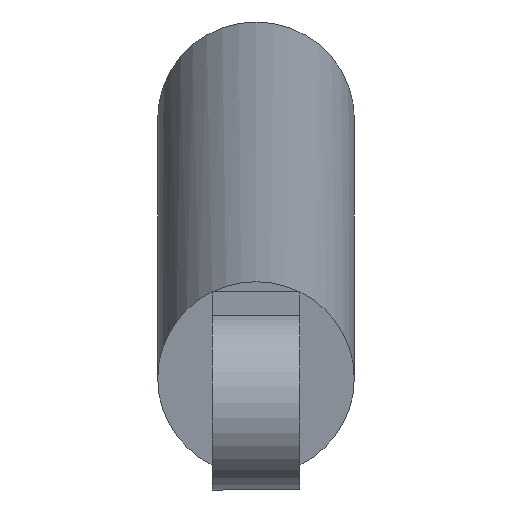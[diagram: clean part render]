
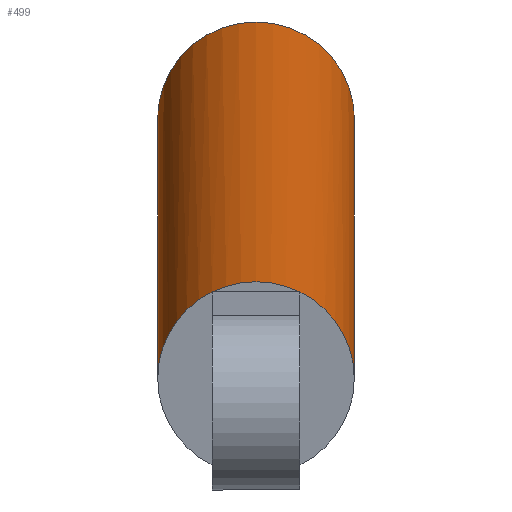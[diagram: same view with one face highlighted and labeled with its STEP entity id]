
A CAD part, front view. The second image highlights one B-rep face of the part: STEP entity #499.
In plain terms, the highlighted cylindrical face has radius 111.803 mm (diameter 223.607 mm), a partial arc.
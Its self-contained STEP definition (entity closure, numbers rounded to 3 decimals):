
#2 = DIRECTION ( 'NONE',  ( 0., 0., -1. ) ) ;
#5 = AXIS2_PLACEMENT_3D ( 'NONE', #349, #386, #636 ) ;
#11 = ORIENTED_EDGE ( 'NONE', *, *, #229, .T. ) ;
#19 = EDGE_CURVE ( 'NONE', #584, #184, #243, .T. ) ;
#30 = EDGE_CURVE ( 'NONE', #352, #584, #337, .T. ) ;
#31 = VERTEX_POINT ( 'NONE', #468 ) ;
#39 = CARTESIAN_POINT ( 'NONE',  ( -561.803, 2150., 4250. ) ) ;
#51 = ORIENTED_EDGE ( 'NONE', *, *, #19, .F. ) ;
#62 = DIRECTION ( 'NONE',  ( 0., 0., -1. ) ) ;
#65 = VECTOR ( 'NONE', #497, 1000. ) ;
#66 = CIRCLE ( 'NONE', #191, 111.803 ) ;
#94 = DIRECTION ( 'NONE',  ( 1., 0., 0. ) ) ;
#101 = LINE ( 'NONE', #39, #65 ) ;
#111 = CARTESIAN_POINT ( 'NONE',  ( -338.197, 2150., 2600. ) ) ;
#163 = ORIENTED_EDGE ( 'NONE', *, *, #496, .T. ) ;
#184 = VERTEX_POINT ( 'NONE', #347 ) ;
#190 = ORIENTED_EDGE ( 'NONE', *, *, #344, .F. ) ;
#191 = AXIS2_PLACEMENT_3D ( 'NONE', #216, #2, #414 ) ;
#212 = CARTESIAN_POINT ( 'NONE',  ( -338.197, 2150., 4250. ) ) ;
#213 = AXIS2_PLACEMENT_3D ( 'NONE', #346, #252, #94 ) ;
#216 = CARTESIAN_POINT ( 'NONE',  ( -450., 2150., 2600. ) ) ;
#217 = DIRECTION ( 'NONE',  ( 0., 0., -1. ) ) ;
#229 = EDGE_CURVE ( 'NONE', #251, #31, #101, .T. ) ;
#239 = ORIENTED_EDGE ( 'NONE', *, *, #30, .F. ) ;
#243 = CIRCLE ( 'NONE', #599, 111.803 ) ;
#251 = VERTEX_POINT ( 'NONE', #402 ) ;
#252 = DIRECTION ( 'NONE',  ( 0., 0., -1. ) ) ;
#256 = AXIS2_PLACEMENT_3D ( 'NONE', #324, #217, #474 ) ;
#260 = ORIENTED_EDGE ( 'NONE', *, *, #340, .F. ) ;
#297 = CYLINDRICAL_SURFACE ( 'NONE', #5, 111.803 ) ;
#318 = DIRECTION ( 'NONE',  ( 0., 0., -1. ) ) ;
#324 = CARTESIAN_POINT ( 'NONE',  ( -450., 2150., 2600. ) ) ;
#337 = CIRCLE ( 'NONE', #256, 111.803 ) ;
#340 = EDGE_CURVE ( 'NONE', #184, #31, #66, .T. ) ;
#344 = EDGE_CURVE ( 'NONE', #409, #352, #506, .T. ) ;
#346 = CARTESIAN_POINT ( 'NONE',  ( -450., 2150., 4250. ) ) ;
#347 = CARTESIAN_POINT ( 'NONE',  ( -500., 2050., 2600. ) ) ;
#349 = CARTESIAN_POINT ( 'NONE',  ( -450., 2150., 4250. ) ) ;
#352 = VERTEX_POINT ( 'NONE', #111 ) ;
#386 = DIRECTION ( 'NONE',  ( 0., 0., -1. ) ) ;
#401 = CIRCLE ( 'NONE', #213, 111.803 ) ;
#402 = CARTESIAN_POINT ( 'NONE',  ( -561.803, 2150., 4250. ) ) ;
#409 = VERTEX_POINT ( 'NONE', #460 ) ;
#414 = DIRECTION ( 'NONE',  ( 1., 0., 0. ) ) ;
#417 = CARTESIAN_POINT ( 'NONE',  ( -450., 2150., 2600. ) ) ;
#425 = DIRECTION ( 'NONE',  ( 1., 0., 0. ) ) ;
#440 = FACE_OUTER_BOUND ( 'NONE', #515, .T. ) ;
#460 = CARTESIAN_POINT ( 'NONE',  ( -338.197, 2150., 4250. ) ) ;
#468 = CARTESIAN_POINT ( 'NONE',  ( -561.803, 2150., 2600. ) ) ;
#474 = DIRECTION ( 'NONE',  ( 1., 0., 0. ) ) ;
#496 = EDGE_CURVE ( 'NONE', #409, #251, #401, .T. ) ;
#497 = DIRECTION ( 'NONE',  ( 0., 0., -1. ) ) ;
#499 = ADVANCED_FACE ( 'NONE', ( #440 ), #297, .T. ) ;
#506 = LINE ( 'NONE', #212, #550 ) ;
#515 = EDGE_LOOP ( 'NONE', ( #190, #163, #11, #260, #51, #239 ) ) ;
#533 = CARTESIAN_POINT ( 'NONE',  ( -400., 2050., 2600. ) ) ;
#550 = VECTOR ( 'NONE', #318, 1000. ) ;
#584 = VERTEX_POINT ( 'NONE', #533 ) ;
#599 = AXIS2_PLACEMENT_3D ( 'NONE', #417, #62, #425 ) ;
#636 = DIRECTION ( 'NONE',  ( -1., 0., 0. ) ) ;
